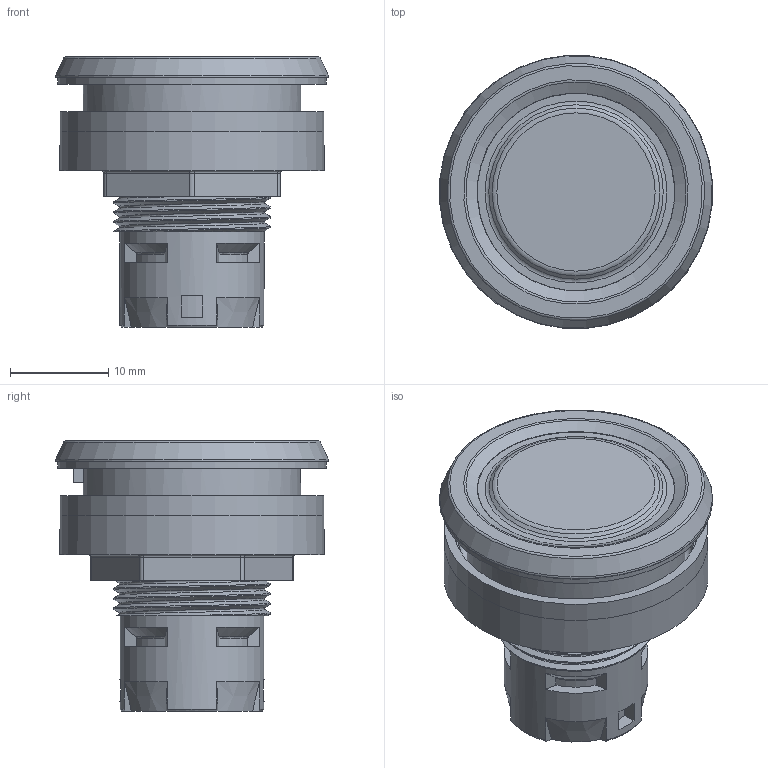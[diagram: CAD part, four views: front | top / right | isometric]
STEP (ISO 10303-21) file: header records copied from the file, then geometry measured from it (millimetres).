
FILE_DESCRIPTION(/* description */ (''),/* implementation_level */ '2;1');
FILE_NAME(/* name */ 'RRJVAFT_ipt.stp',/* time_stamp */ '2016-03-11T11:36:21+01:00',/* author */ ('mharscher'),/* organization */ (''),/* preprocessor_version */ 'ST-DEVELOPER v15.2',/* originating_system */ 'Autodesk Inventor 2014',/* authorisation */ '');
FILE_SCHEMA (('CONFIG_CONTROL_DESIGN'));
Length unit declared in the file: centimetre
Products named in the file (1): RRJVAFT_ipt
Bounding box: 27.82 x 27.82 x 27.55 mm (x, y, z)
Volume: 8659.9 mm3; surface area: 4350 mm2
Topology: 1 solids, 3 shells, 126 faces, 301 edges, 194 vertices
Faces by surface type: plane 54, cylinder 30, torus 21, cone 18, bspline 3
Full cylindrical faces by diameter (mm): 14.7 x1, 16.435 x1, 22.2 x1, 24.2 x1, 25 x1, 25.3 x1, 26.86 x1, 27.4 x1, 27.9 x1
Entity records: 7269 total; most frequent: CARTESIAN_POINT 4498, DIRECTION 580, ORIENTED_EDGE 534, EDGE_CURVE 267, AXIS2_PLACEMENT_3D 242, VERTEX_POINT 186, EDGE_LOOP 171, ADVANCED_FACE 126
